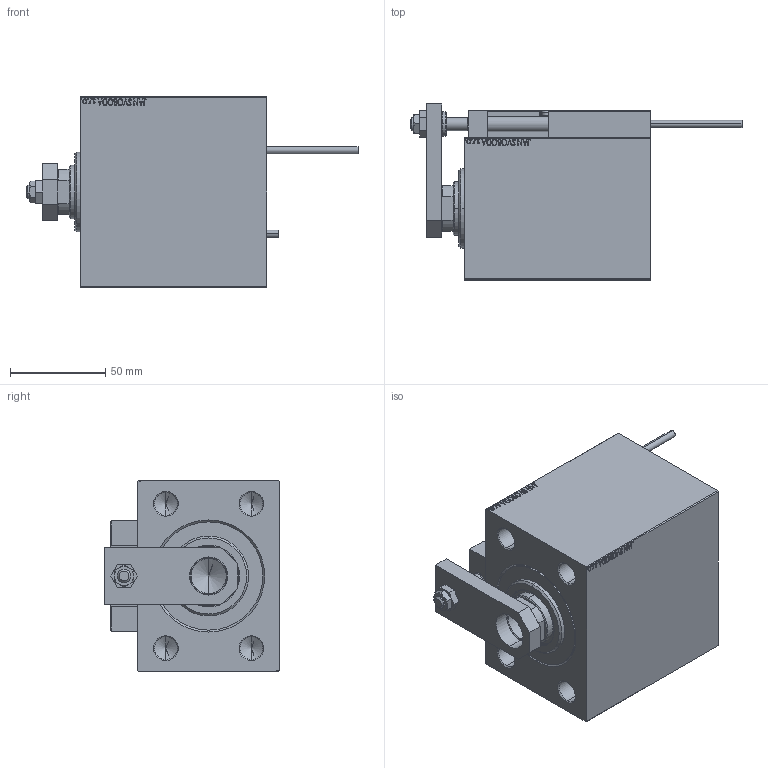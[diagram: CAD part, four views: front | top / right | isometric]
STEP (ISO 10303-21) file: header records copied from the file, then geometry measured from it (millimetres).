
FILE_DESCRIPTION (( 'STEP AP203' ), '1' );
FILE_NAME ('dd7e.STEP', '2024-07-12T08:17:52', ( '' ), ( '' ), 'SwSTEP 2.0', 'SolidWorks 2019', '' );
FILE_SCHEMA (( 'CONFIG_CONTROL_DESIGN' ));
Length unit declared in the file: millimetre
Products named in the file (16): V450CM_B_Body bed10cc3b02571801d4c87b979d38598; dd7e; MAGNET bed10cc3b02571801d4c87b979d38598; NUT_D10 bed10cc3b02571801d4c87b979d38598; Block bed10cc3b02571801d4c87b979d38598; ALLEN BOLT D5 bed10cc3b02571801d4c87b979d38598; TYC_L79 bed10cc3b02571801d4c87b979d38598; ALLEN BOLT D8 bed10cc3b02571801d4c87b979d38598; ZARAZKA bed10cc3b02571801d4c87b979d38598; SWITCH_X_FRONT_BACK bed10cc3b02571801d4c87b979d38598; V450CM_VC_B bed10cc3b02571801d4c87b979d38598; KONCOVKA bed10cc3b02571801d4c87b979d38598; V450CM_B_VCP bed10cc3b02571801d4c87b979d38598; SWITCH DIM B,W bed10cc3b02571801d4c87b979d38598; SWITCH X bed10cc3b02571801d4c87b979d38598; NUT_D12 bed10cc3b02571801d4c87b979d38598
Assembly tree (25 placements, depth 3):
  dd7e
    V450CM_B_Body bed10cc3b02571801d4c87b979d38598
    V450CM_B_VCP bed10cc3b02571801d4c87b979d38598
    SWITCH X bed10cc3b02571801d4c87b979d38598
      SWITCH_X_FRONT_BACK bed10cc3b02571801d4c87b979d38598  x2
      TYC_L79 bed10cc3b02571801d4c87b979d38598
      Block bed10cc3b02571801d4c87b979d38598  x2
      ALLEN BOLT D5 bed10cc3b02571801d4c87b979d38598  x4
      ALLEN BOLT D8 bed10cc3b02571801d4c87b979d38598  x4
      MAGNET bed10cc3b02571801d4c87b979d38598  x2
      KONCOVKA bed10cc3b02571801d4c87b979d38598  x2
    NUT_D10 bed10cc3b02571801d4c87b979d38598
    NUT_D12 bed10cc3b02571801d4c87b979d38598
    SWITCH DIM B,W bed10cc3b02571801d4c87b979d38598
    ZARAZKA bed10cc3b02571801d4c87b979d38598
    V450CM_VC_B bed10cc3b02571801d4c87b979d38598
Bounding box: 174.7 x 92.5 x 100 mm (x, y, z)
Volume: 735071.6 mm3; surface area: 121635.6 mm2
Topology: 24 solids, 24 shells, 1321 faces, 3160 edges, 2002 vertices
Faces by surface type: plane 562, bspline 380, cylinder 186, cone 145, torus 44, sphere 4
Entity records: 51413 total; most frequent: CARTESIAN_POINT 26281, ORIENTED_EDGE 5308, DIRECTION 3621, EDGE_CURVE 2654, VERTEX_POINT 1726, VECTOR 1529, LINE 1529, EDGE_LOOP 1228
